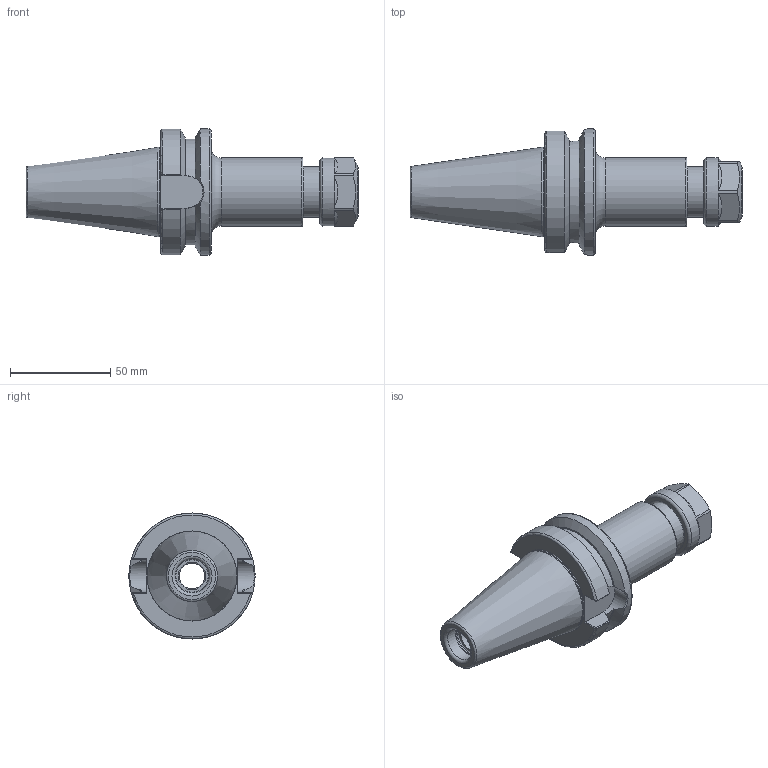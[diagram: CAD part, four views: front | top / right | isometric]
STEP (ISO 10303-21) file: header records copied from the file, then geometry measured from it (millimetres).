
FILE_DESCRIPTION(/* description */ (''),/* implementation_level */ '2;1');
FILE_NAME(/* name */ 'BT40-ER20H-100.stp',/* time_stamp */ '2019-06-12T11:22:46-05:00',/* author */ ('ldfli'),/* organization */ (''),/* preprocessor_version */ 'ST-DEVELOPER v18',/* originating_system */ 'Autodesk Inventor LT',/* authorisation */ '');
FILE_SCHEMA (('AUTOMOTIVE_DESIGN { 1 0 10303 214 3 1 1 }'));
Length unit declared in the file: millimetre
Products named in the file (1): BT40-ER20H-100
Bounding box: 165.8 x 63 x 63 mm (x, y, z)
Volume: 168155.9 mm3; surface area: 35290.4 mm2
Topology: 2 solids, 2 shells, 109 faces, 324 edges, 226 vertices
Faces by surface type: plane 41, cylinder 20, torus 20, cone 18, bspline 10
Full cylindrical faces by diameter (mm): 12.751 x1, 13.835 x1, 14.5 x1, 15.71 x1, 17 x1, 17.4 x1, 18.708 x1, 23.5 x1, 25 x1, 26 x1, 34 x2, 44.196 x1, 63 x1
Entity records: 4266 total; most frequent: CARTESIAN_POINT 1267, ORIENTED_EDGE 648, DIRECTION 634, EDGE_CURVE 324, AXIS2_PLACEMENT_3D 270, VERTEX_POINT 226, CIRCLE 170, EDGE_LOOP 120
